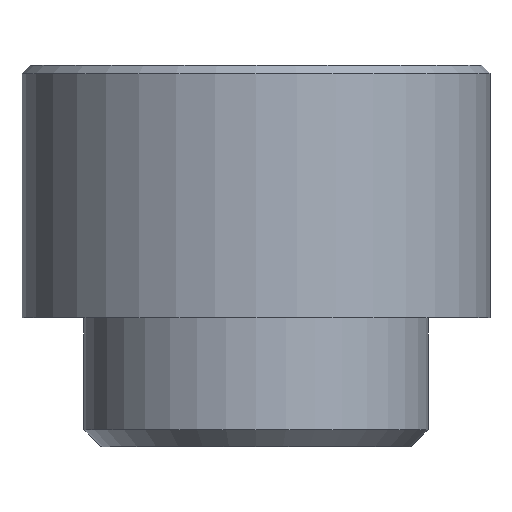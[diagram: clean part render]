
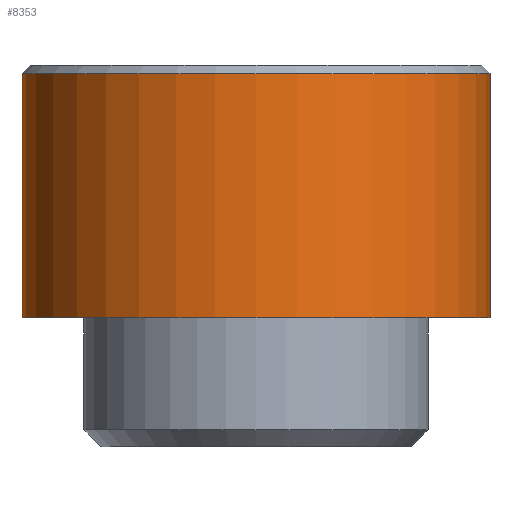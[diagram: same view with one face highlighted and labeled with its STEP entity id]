
A CAD part, front view. The second image highlights one B-rep face of the part: STEP entity #8353.
In plain terms, the highlighted cylindrical face has radius 2.78 mm (diameter 5.56 mm), a partial arc.
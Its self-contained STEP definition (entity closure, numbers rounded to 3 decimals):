
#133 = CIRCLE ( 'NONE', #3498, 2.78 ) ;
#185 = LINE ( 'NONE', #975, #6250 ) ;
#675 = DIRECTION ( 'NONE',  ( 0., 0., -1. ) ) ;
#975 = CARTESIAN_POINT ( 'NONE',  ( -2.78, 0., 3. ) ) ;
#989 = LINE ( 'NONE', #3883, #6198 ) ;
#1300 = ORIENTED_EDGE ( 'NONE', *, *, #7145, .T. ) ;
#1354 = DIRECTION ( 'NONE',  ( 0., 0., 1. ) ) ;
#1355 = VERTEX_POINT ( 'NONE', #6966 ) ;
#1422 = EDGE_LOOP ( 'NONE', ( #4454, #1300, #2566, #6552 ) ) ;
#1559 = CARTESIAN_POINT ( 'NONE',  ( 2.78, 0., 0. ) ) ;
#1656 = DIRECTION ( 'NONE',  ( 0., 0., -1. ) ) ;
#2566 = ORIENTED_EDGE ( 'NONE', *, *, #2875, .T. ) ;
#2875 = EDGE_CURVE ( 'NONE', #1355, #6641, #185, .T. ) ;
#3042 = DIRECTION ( 'NONE',  ( 0., 0., -1. ) ) ;
#3167 = AXIS2_PLACEMENT_3D ( 'NONE', #3298, #675, #8666 ) ;
#3277 = DIRECTION ( 'NONE',  ( 0., 0., -1. ) ) ;
#3298 = CARTESIAN_POINT ( 'NONE',  ( 0., 0., 3. ) ) ;
#3498 = AXIS2_PLACEMENT_3D ( 'NONE', #8363, #3042, #4325 ) ;
#3883 = CARTESIAN_POINT ( 'NONE',  ( 2.78, 0., 3. ) ) ;
#3972 = FACE_OUTER_BOUND ( 'NONE', #1422, .T. ) ;
#4325 = DIRECTION ( 'NONE',  ( 1., 0., 0. ) ) ;
#4454 = ORIENTED_EDGE ( 'NONE', *, *, #7369, .F. ) ;
#4654 = CARTESIAN_POINT ( 'NONE',  ( 0., 0., 0. ) ) ;
#4805 = CARTESIAN_POINT ( 'NONE',  ( 2.78, 0., 2.9 ) ) ;
#5674 = VERTEX_POINT ( 'NONE', #1559 ) ;
#5721 = AXIS2_PLACEMENT_3D ( 'NONE', #4654, #1354, #6590 ) ;
#6198 = VECTOR ( 'NONE', #3277, 1000. ) ;
#6250 = VECTOR ( 'NONE', #1656, 1000. ) ;
#6552 = ORIENTED_EDGE ( 'NONE', *, *, #7374, .T. ) ;
#6590 = DIRECTION ( 'NONE',  ( 1., 0., 0. ) ) ;
#6641 = VERTEX_POINT ( 'NONE', #8521 ) ;
#6966 = CARTESIAN_POINT ( 'NONE',  ( -2.78, 0., 2.9 ) ) ;
#7039 = CIRCLE ( 'NONE', #5721, 2.78 ) ;
#7112 = CYLINDRICAL_SURFACE ( 'NONE', #3167, 2.78 ) ;
#7145 = EDGE_CURVE ( 'NONE', #7587, #1355, #133, .T. ) ;
#7369 = EDGE_CURVE ( 'NONE', #7587, #5674, #989, .T. ) ;
#7374 = EDGE_CURVE ( 'NONE', #6641, #5674, #7039, .T. ) ;
#7587 = VERTEX_POINT ( 'NONE', #4805 ) ;
#8353 = ADVANCED_FACE ( 'NONE', ( #3972 ), #7112, .T. ) ;
#8363 = CARTESIAN_POINT ( 'NONE',  ( 0., 0., 2.9 ) ) ;
#8521 = CARTESIAN_POINT ( 'NONE',  ( -2.78, 0., 0. ) ) ;
#8666 = DIRECTION ( 'NONE',  ( -1., 0., 0. ) ) ;
